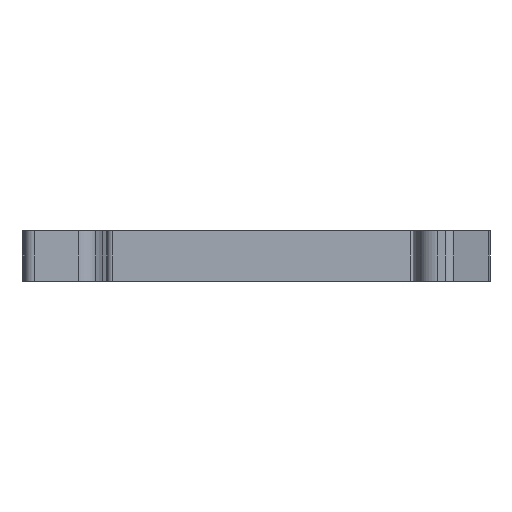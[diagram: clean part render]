
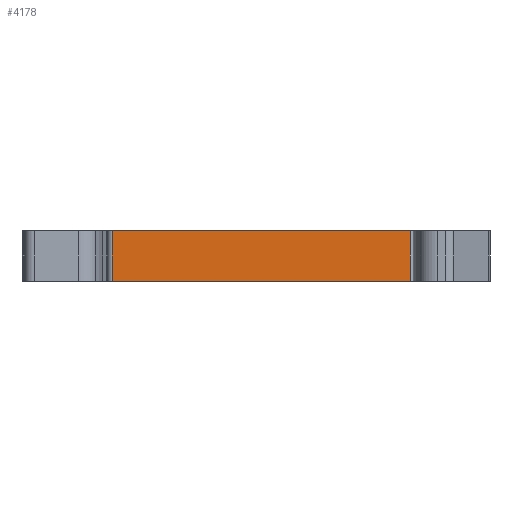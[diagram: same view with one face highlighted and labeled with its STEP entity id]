
A CAD part, front view. The second image highlights one B-rep face of the part: STEP entity #4178.
In plain terms, the highlighted planar face has unit normal (0, -1, 0).
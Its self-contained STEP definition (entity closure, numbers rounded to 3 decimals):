
#381=DIRECTION('',(1.,0.,0.));
#382=VECTOR('',#381,30.895);
#383=CARTESIAN_POINT('',(419.885,4.332,0.));
#384=LINE('',#383,#382);
#1037=DIRECTION('',(1.,0.,0.));
#1038=VECTOR('',#1037,30.895);
#1039=CARTESIAN_POINT('',(419.885,4.332,5.2));
#1040=LINE('',#1039,#1038);
#1621=DIRECTION('',(0.,0.,1.));
#1622=VECTOR('',#1621,5.2);
#1623=CARTESIAN_POINT('',(419.885,4.332,0.));
#1624=LINE('',#1623,#1622);
#1625=DIRECTION('',(0.,0.,1.));
#1626=VECTOR('',#1625,5.2);
#1627=CARTESIAN_POINT('',(450.78,4.332,0.));
#1628=LINE('',#1627,#1626);
#1937=CARTESIAN_POINT('',(419.885,4.332,0.));
#1938=VERTEX_POINT('',#1937);
#1979=CARTESIAN_POINT('',(419.885,4.332,5.2));
#1980=VERTEX_POINT('',#1979);
#1981=CARTESIAN_POINT('',(450.78,4.332,0.));
#1982=CARTESIAN_POINT('',(450.78,4.332,5.2));
#1983=VERTEX_POINT('',#1981);
#1984=VERTEX_POINT('',#1982);
#4166=CARTESIAN_POINT('',(419.885,4.332,0.));
#4167=DIRECTION('',(0.,-1.,0.));
#4168=DIRECTION('',(1.,0.,0.));
#4169=AXIS2_PLACEMENT_3D('',#4166,#4167,#4168);
#4170=PLANE('',#4169);
#4172=ORIENTED_EDGE('',*,*,#4171,.F.);
#4173=ORIENTED_EDGE('',*,*,#2610,.F.);
#4174=ORIENTED_EDGE('',*,*,#4161,.T.);
#4175=ORIENTED_EDGE('',*,*,#2941,.T.);
#4176=EDGE_LOOP('',(#4172,#4173,#4174,#4175));
#4177=FACE_OUTER_BOUND('',#4176,.F.);
#2610=EDGE_CURVE('',#1938,#1983,#384,.T.);
#2941=EDGE_CURVE('',#1980,#1984,#1040,.T.);
#4161=EDGE_CURVE('',#1938,#1980,#1624,.T.);
#4171=EDGE_CURVE('',#1983,#1984,#1628,.T.);
#4178=ADVANCED_FACE('',(#4177),#4170,.T.);
